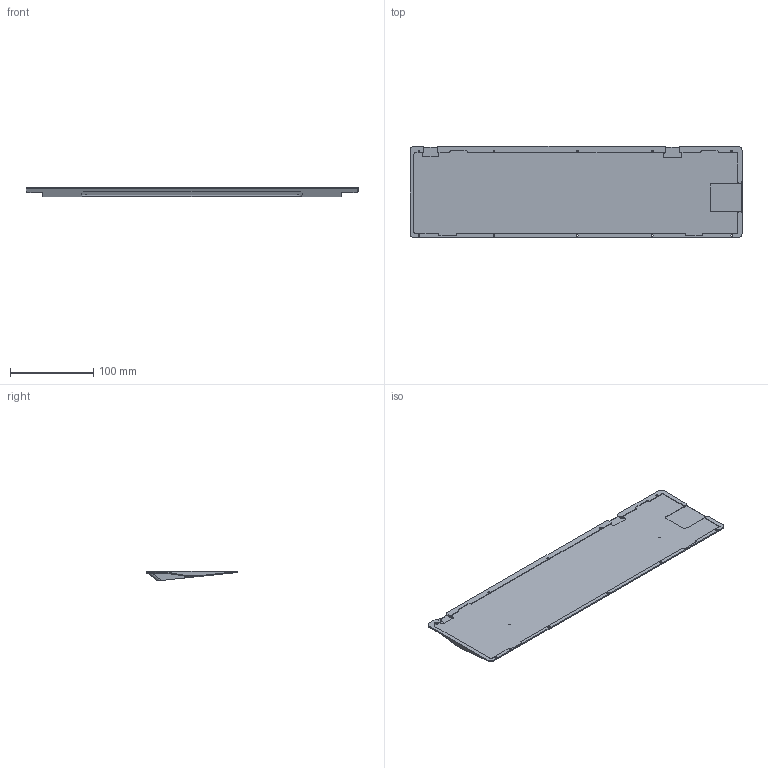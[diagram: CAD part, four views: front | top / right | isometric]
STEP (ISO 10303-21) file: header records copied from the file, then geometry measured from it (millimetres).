
FILE_DESCRIPTION(/* description */ (''),/* implementation_level */ '2;1');
FILE_NAME(/* name */ 'AGP-Keebo-Case-Bottom-M2x025.step',/* time_stamp */ '2023-06-27T22:38:50+09:00',/* author */ (''),/* organization */ (''),/* preprocessor_version */ 'ST-DEVELOPER v19.2',/* originating_system */ 'Autodesk Translation Framework v12.6.0.85',/* authorisation */ '');
FILE_SCHEMA (('AUTOMOTIVE_DESIGN { 1 0 10303 214 3 1 1 }'));
Length unit declared in the file: millimetre
Products named in the file (1): AGP Keebo Case
Bounding box: 398.5 x 109.45 x 11.57 mm (x, y, z)
Volume: 219310.7 mm3; surface area: 93223.8 mm2
Topology: 1 solids, 1 shells, 168 faces, 457 edges, 300 vertices
Faces by surface type: plane 75, cylinder 75, bspline 12, cone 6
Full cylindrical faces by diameter (mm): 1.769 x4, 2 x10, 3.8 x10
Entity records: 5884 total; most frequent: CARTESIAN_POINT 1525, ORIENTED_EDGE 906, DIRECTION 894, EDGE_CURVE 453, AXIS2_PLACEMENT_3D 318, VERTEX_POINT 300, LINE 258, VECTOR 258
